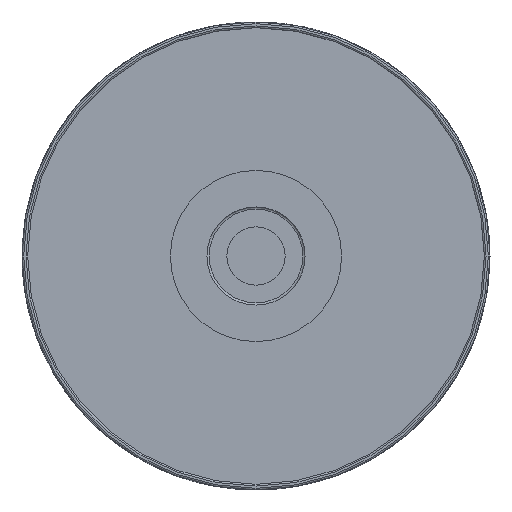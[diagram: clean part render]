
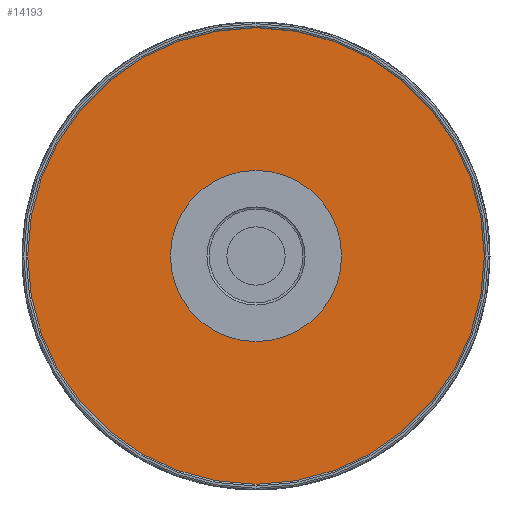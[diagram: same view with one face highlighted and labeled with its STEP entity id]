
A CAD part, front view. The second image highlights one B-rep face of the part: STEP entity #14193.
In plain terms, the highlighted planar face has unit normal (0, -1, 0).
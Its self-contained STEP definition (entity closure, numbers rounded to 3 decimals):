
#312=FACE_BOUND('',#3959,.T.);
#3160=FACE_OUTER_BOUND('',#3958,.T.);
#3958=EDGE_LOOP('',(#9029,#9030));
#3959=EDGE_LOOP('',(#9031,#9032));
#4852=CIRCLE('',#15097,6.35);
#4853=CIRCLE('',#15098,6.35);
#4854=CIRCLE('',#15100,40.);
#4855=CIRCLE('',#15101,40.);
#5475=VERTEX_POINT('',#20959);
#5476=VERTEX_POINT('',#20961);
#5477=VERTEX_POINT('',#20965);
#5478=VERTEX_POINT('',#20966);
#6856=EDGE_CURVE('',#5476,#5475,#4852,.T.);
#6857=EDGE_CURVE('',#5475,#5476,#4853,.T.);
#6858=EDGE_CURVE('',#5477,#5478,#4854,.T.);
#6859=EDGE_CURVE('',#5478,#5477,#4855,.T.);
#9029=ORIENTED_EDGE('',*,*,#6858,.F.);
#9030=ORIENTED_EDGE('',*,*,#6859,.F.);
#9031=ORIENTED_EDGE('',*,*,#6856,.T.);
#9032=ORIENTED_EDGE('',*,*,#6857,.T.);
#12953=PLANE('',#15099);
#14193=ADVANCED_FACE('',(#3160,#312),#12953,.T.);
#15097=AXIS2_PLACEMENT_3D('',#20962,#16749,#16750);
#15098=AXIS2_PLACEMENT_3D('',#20963,#16751,#16752);
#15099=AXIS2_PLACEMENT_3D('',#20964,#16753,#16754);
#15100=AXIS2_PLACEMENT_3D('',#20967,#16755,#16756);
#15101=AXIS2_PLACEMENT_3D('',#20968,#16757,#16758);
#16749=DIRECTION('center_axis',(0.,1.,0.));
#16750=DIRECTION('ref_axis',(0.866,0.,0.5));
#16751=DIRECTION('center_axis',(0.,1.,0.));
#16752=DIRECTION('ref_axis',(0.866,0.,0.5));
#16753=DIRECTION('center_axis',(0.,-1.,0.));
#16754=DIRECTION('ref_axis',(0.5,0.,-0.866));
#16755=DIRECTION('center_axis',(0.,1.,0.));
#16756=DIRECTION('ref_axis',(0.866,0.,0.5));
#16757=DIRECTION('center_axis',(0.,1.,0.));
#16758=DIRECTION('ref_axis',(0.866,0.,0.5));
#20959=CARTESIAN_POINT('',(-5.499,-68.7,-3.175));
#20961=CARTESIAN_POINT('',(5.499,-68.7,3.175));
#20962=CARTESIAN_POINT('Origin',(0.,-68.7,
0.));
#20963=CARTESIAN_POINT('Origin',(0.,-68.7,
0.));
#20964=CARTESIAN_POINT('Origin',(20.07,-68.7,11.588));
#20965=CARTESIAN_POINT('',(34.641,-68.7,20.));
#20966=CARTESIAN_POINT('',(-34.641,-68.7,-20.));
#20967=CARTESIAN_POINT('Origin',(0.,-68.7,
0.));
#20968=CARTESIAN_POINT('Origin',(0.,-68.7,
0.));
